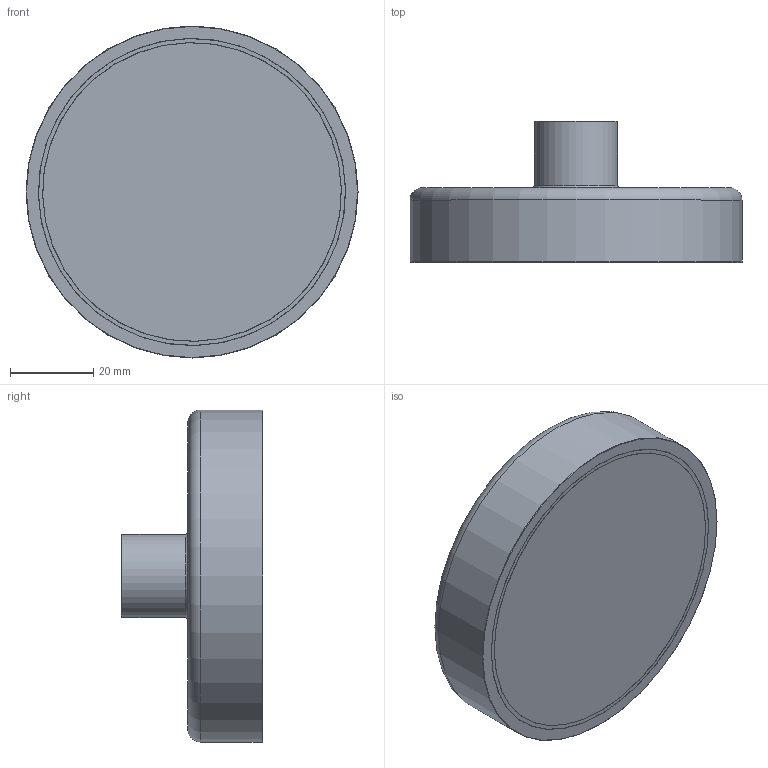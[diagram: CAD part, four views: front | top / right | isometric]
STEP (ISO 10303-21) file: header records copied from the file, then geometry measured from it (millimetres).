
FILE_DESCRIPTION(/* description */ (''),/* implementation_level */ '2;1');
FILE_NAME(/* name */ 'GM16510 -.stp',/* time_stamp */ '2019-09-25T10:48:23+02:00',/* author */ ('PV'),/* organization */ (''),/* preprocessor_version */ 'ST-DEVELOPER v17.2',/* originating_system */ 'Autodesk Inventor 2019',/* authorisation */ '');
FILE_SCHEMA (('AUTOMOTIVE_DESIGN { 1 0 10303 214 3 1 1 }'));
Length unit declared in the file: millimetre
Products named in the file (4): GM16510; E0122973; E0122971; E0122972
Assembly tree (3 placements, depth 2):
  GM16510
    E0122973
    E0122971
    E0122972
Bounding box: 80 x 34 x 80 mm (x, y, z)
Volume: 93876.2 mm3; surface area: 35692.7 mm2
Topology: 3 solids, 3 shells, 22 faces, 47 edges, 34 vertices
Faces by surface type: plane 9, cylinder 7, torus 4, cone 2
Full cylindrical faces by diameter (mm): 8.5 x1, 20 x1, 72 x2, 74 x2, 80 x1
Entity records: 783 total; most frequent: DIRECTION 143, CARTESIAN_POINT 110, ORIENTED_EDGE 94, AXIS2_PLACEMENT_3D 67, EDGE_CURVE 47, CIRCLE 38, VERTEX_POINT 34, EDGE_LOOP 27
